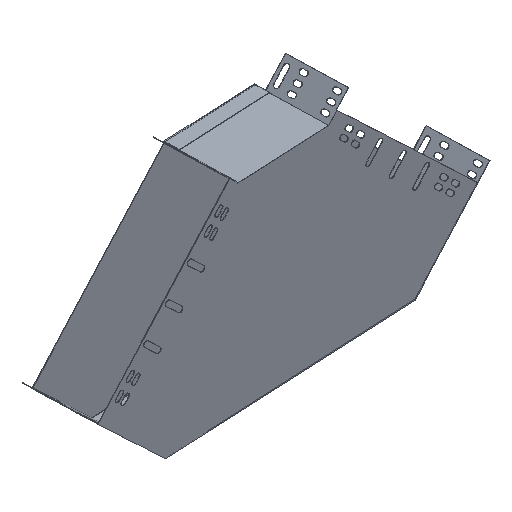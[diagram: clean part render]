
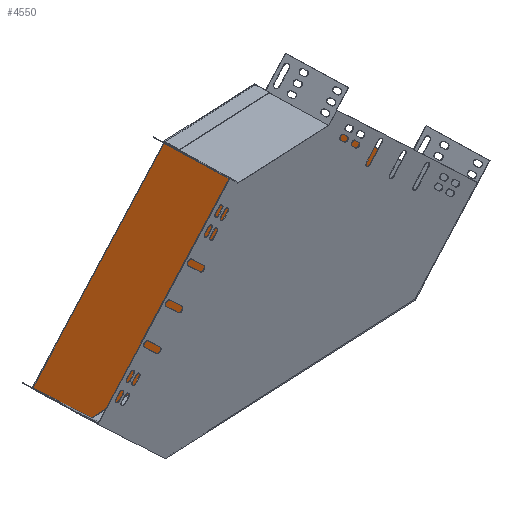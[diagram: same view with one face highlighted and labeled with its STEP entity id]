
A CAD part, isometric view. The second image highlights one B-rep face of the part: STEP entity #4550.
In plain terms, the highlighted planar face has unit normal (0.022, -1, 0.006).
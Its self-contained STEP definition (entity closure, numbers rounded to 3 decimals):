
#27 = VECTOR ( 'NONE', #7169, 1000. ) ;
#47 = VECTOR ( 'NONE', #8522, 1000. ) ;
#142 = EDGE_CURVE ( 'NONE', #5790, #226, #8397, .T. ) ;
#161 = LINE ( 'NONE', #8352, #6912 ) ;
#226 = VERTEX_POINT ( 'NONE', #3182 ) ;
#251 = CARTESIAN_POINT ( 'NONE',  ( 123.05, -8.207, 86.091 ) ) ;
#303 = ORIENTED_EDGE ( 'NONE', *, *, #3382, .T. ) ;
#488 = VECTOR ( 'NONE', #4213, 1000. ) ;
#720 = LINE ( 'NONE', #5494, #488 ) ;
#1051 = VERTEX_POINT ( 'NONE', #2968 ) ;
#1113 = ORIENTED_EDGE ( 'NONE', *, *, #142, .F. ) ;
#1220 = ORIENTED_EDGE ( 'NONE', *, *, #2425, .F. ) ;
#1249 = DIRECTION ( 'NONE',  ( 0.999, 0.022, 0.027 ) ) ;
#1621 = CARTESIAN_POINT ( 'NONE',  ( -236.521, -14.736, 290.282 ) ) ;
#1641 = LINE ( 'NONE', #8395, #3541 ) ;
#1675 = ORIENTED_EDGE ( 'NONE', *, *, #2488, .T. ) ;
#1955 = LINE ( 'NONE', #6548, #27 ) ;
#2051 = DIRECTION ( 'NONE',  ( 0.027, -0.006, -1. ) ) ;
#2084 = LINE ( 'NONE', #3966, #8549 ) ;
#2425 = EDGE_CURVE ( 'NONE', #3898, #6475, #2084, .T. ) ;
#2460 = EDGE_CURVE ( 'NONE', #3898, #8118, #1641, .T. ) ;
#2488 = EDGE_CURVE ( 'NONE', #8118, #1051, #4844, .T. ) ;
#2631 = EDGE_CURVE ( 'NONE', #3059, #1051, #7775, .T. ) ;
#2849 = EDGE_CURVE ( 'NONE', #6475, #3230, #161, .T. ) ;
#2861 = CARTESIAN_POINT ( 'NONE',  ( -236.507, -14.739, 289.782 ) ) ;
#2886 = VECTOR ( 'NONE', #1249, 1000. ) ;
#2968 = CARTESIAN_POINT ( 'NONE',  ( 37.336, -10.651, -4.419 ) ) ;
#2979 = EDGE_CURVE ( 'NONE', #226, #3059, #7191, .T. ) ;
#3038 = ORIENTED_EDGE ( 'NONE', *, *, #3612, .T. ) ;
#3059 = VERTEX_POINT ( 'NONE', #251 ) ;
#3070 = DIRECTION ( 'NONE',  ( -0.999, -0.022, -0.027 ) ) ;
#3182 = CARTESIAN_POINT ( 'NONE',  ( 123.036, -8.205, 86.59 ) ) ;
#3230 = VERTEX_POINT ( 'NONE', #2861 ) ;
#3234 = FACE_OUTER_BOUND ( 'NONE', #7599, .T. ) ;
#3255 = EDGE_CURVE ( 'NONE', #4701, #5790, #720, .T. ) ;
#3382 = EDGE_CURVE ( 'NONE', #4701, #3900, #7664, .T. ) ;
#3458 = PLANE ( 'NONE',  #6601 ) ;
#3493 = CARTESIAN_POINT ( 'NONE',  ( 123.036, -8.205, 86.59 ) ) ;
#3541 = VECTOR ( 'NONE', #4653, 1000. ) ;
#3612 = EDGE_CURVE ( 'NONE', #3900, #3230, #1955, .T. ) ;
#3638 = DIRECTION ( 'NONE',  ( -0.687, -0.02, -0.726 ) ) ;
#3750 = CARTESIAN_POINT ( 'NONE',  ( -236.521, -14.736, 290.282 ) ) ;
#3898 = VERTEX_POINT ( 'NONE', #6279 ) ;
#3900 = VERTEX_POINT ( 'NONE', #3750 ) ;
#3966 = CARTESIAN_POINT ( 'NONE',  ( -443.424, -20.643, 70.773 ) ) ;
#3986 = DIRECTION ( 'NONE',  ( 0.687, 0.02, 0.726 ) ) ;
#4213 = DIRECTION ( 'NONE',  ( 0.027, -0.006, -1. ) ) ;
#4304 = CARTESIAN_POINT ( 'NONE',  ( -95.454, -11.643, 293.596 ) ) ;
#4417 = DIRECTION ( 'NONE',  ( 0.726, 0.011, -0.688 ) ) ;
#4550 = ADVANCED_FACE ( 'NONE', ( #3234 ), #3458, .T. ) ;
#4653 = DIRECTION ( 'NONE',  ( 0.726, 0.011, -0.688 ) ) ;
#4701 = VERTEX_POINT ( 'NONE', #4868 ) ;
#4844 = LINE ( 'NONE', #5965, #2886 ) ;
#4868 = CARTESIAN_POINT ( 'NONE',  ( -95.468, -11.64, 294.096 ) ) ;
#5074 = ORIENTED_EDGE ( 'NONE', *, *, #2460, .T. ) ;
#5144 = CARTESIAN_POINT ( 'NONE',  ( -443.437, -20.64, 71.273 ) ) ;
#5424 = CARTESIAN_POINT ( 'NONE',  ( -352.922, -19.218, -14.971 ) ) ;
#5494 = CARTESIAN_POINT ( 'NONE',  ( -95.468, -11.64, 294.096 ) ) ;
#5672 = ORIENTED_EDGE ( 'NONE', *, *, #2631, .F. ) ;
#5790 = VERTEX_POINT ( 'NONE', #8254 ) ;
#5965 = CARTESIAN_POINT ( 'NONE',  ( 37.336, -10.651, -4.419 ) ) ;
#6035 = VECTOR ( 'NONE', #3070, 1000. ) ;
#6039 = DIRECTION ( 'NONE',  ( 0.022, -1., 0.006 ) ) ;
#6074 = ORIENTED_EDGE ( 'NONE', *, *, #2979, .F. ) ;
#6150 = VECTOR ( 'NONE', #3638, 1000. ) ;
#6182 = CARTESIAN_POINT ( 'NONE',  ( 123.05, -8.207, 86.091 ) ) ;
#6279 = CARTESIAN_POINT ( 'NONE',  ( -443.424, -20.643, 70.773 ) ) ;
#6475 = VERTEX_POINT ( 'NONE', #5144 ) ;
#6548 = CARTESIAN_POINT ( 'NONE',  ( -236.521, -14.736, 290.282 ) ) ;
#6601 = AXIS2_PLACEMENT_3D ( 'NONE', #7251, #6039, #2051 ) ;
#6912 = VECTOR ( 'NONE', #3986, 1000. ) ;
#6945 = VECTOR ( 'NONE', #4417, 1000. ) ;
#7169 = DIRECTION ( 'NONE',  ( 0.027, -0.006, -1. ) ) ;
#7191 = LINE ( 'NONE', #3493, #47 ) ;
#7251 = CARTESIAN_POINT ( 'NONE',  ( 123.036, -8.205, 86.59 ) ) ;
#7408 = ORIENTED_EDGE ( 'NONE', *, *, #2849, .F. ) ;
#7599 = EDGE_LOOP ( 'NONE', ( #7408, #1220, #5074, #1675, #5672, #6074, #1113, #8485, #303, #3038 ) ) ;
#7664 = LINE ( 'NONE', #1621, #6035 ) ;
#7710 = DIRECTION ( 'NONE',  ( -0.027, 0.006, 1. ) ) ;
#7775 = LINE ( 'NONE', #6182, #6150 ) ;
#8118 = VERTEX_POINT ( 'NONE', #5424 ) ;
#8254 = CARTESIAN_POINT ( 'NONE',  ( -95.454, -11.643, 293.596 ) ) ;
#8352 = CARTESIAN_POINT ( 'NONE',  ( -236.507, -14.739, 289.782 ) ) ;
#8395 = CARTESIAN_POINT ( 'NONE',  ( -443.424, -20.643, 70.773 ) ) ;
#8397 = LINE ( 'NONE', #4304, #6945 ) ;
#8485 = ORIENTED_EDGE ( 'NONE', *, *, #3255, .F. ) ;
#8522 = DIRECTION ( 'NONE',  ( 0.027, -0.006, -1. ) ) ;
#8549 = VECTOR ( 'NONE', #7710, 1000. ) ;
